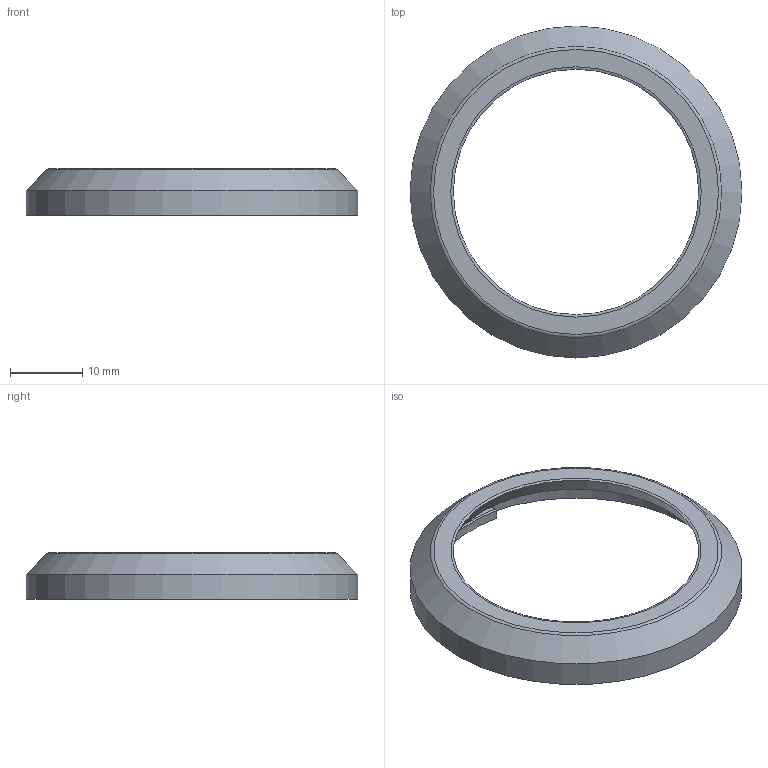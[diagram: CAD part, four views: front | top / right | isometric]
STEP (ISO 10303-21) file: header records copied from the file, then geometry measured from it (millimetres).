
FILE_DESCRIPTION(('Open CASCADE Model'),'2;1');
FILE_NAME('Open CASCADE Shape Model','2024-06-24T12:05:46',('Author'),( 'Open CASCADE'),'Open CASCADE STEP processor 7.7','Open CASCADE 7.7' ,'Unknown');
FILE_SCHEMA(('AUTOMOTIVE_DESIGN { 1 0 10303 214 1 1 1 1 }'));
Length unit declared in the file: millimetre
Products named in the file (1): Open CASCADE STEP translator 7.7 2
Bounding box: 46 x 46 x 6.5 mm (x, y, z)
Volume: 1821.4 mm3; surface area: 2992 mm2
Topology: 1 solids, 1 shells, 36 faces, 90 edges, 57 vertices
Faces by surface type: plane 18, bspline 9, extrusion 3, cylinder 2, torus 2, cone 1, sphere 1
Full cylindrical faces by diameter (mm): 43.6 x1, 46 x1
Entity records: 3143 total; most frequent: CARTESIAN_POINT 1520, DIRECTION 233, ORIENTED_EDGE 180, PCURVE 180, DEFINITIONAL_REPRESENTATION 180, VECTOR 125, LINE 122, B_SPLINE_CURVE_WITH_KNOTS 109
